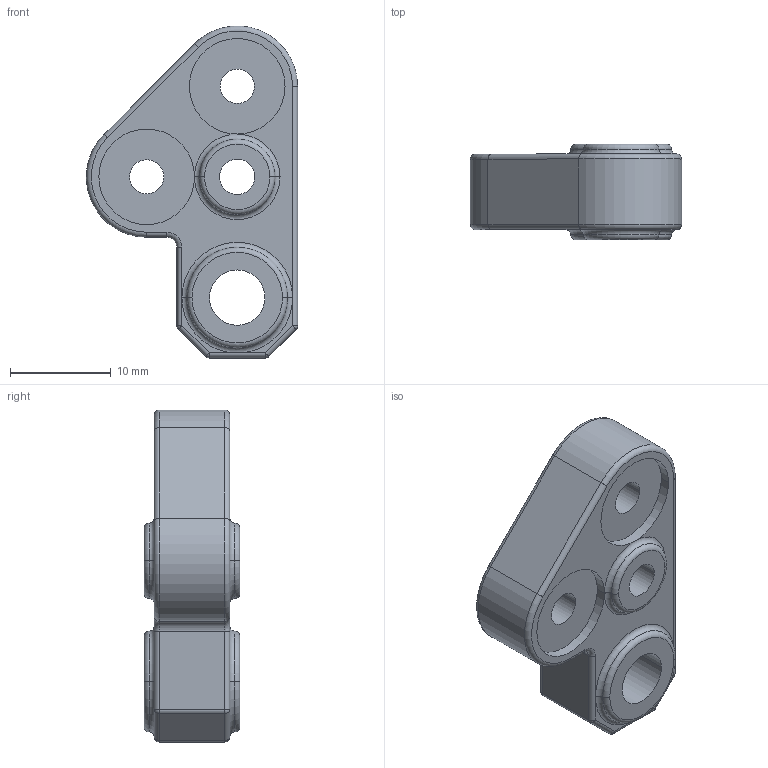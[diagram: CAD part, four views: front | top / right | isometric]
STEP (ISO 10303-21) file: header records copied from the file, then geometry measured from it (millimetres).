
FILE_DESCRIPTION((''),'2;1');
FILE_NAME('PMR156','2017-05-24T',('kjell_andersson'),(''),'CREO PARAMETRIC BY PTC INC, 2015290','CREO PARAMETRIC BY PTC INC, 2015290','');
FILE_SCHEMA(('AUTOMOTIVE_DESIGN { 1 0 10303 214 1 1 1 1 }'));
Length unit declared in the file: millimetre
Products named in the file (1): PMR156
Bounding box: 20.99 x 9.5 x 32.99 mm (x, y, z)
Volume: 3142.2 mm3; surface area: 2070 mm2
Topology: 1 solids, 1 shells, 88 faces, 190 edges, 106 vertices
Faces by surface type: cylinder 37, torus 22, plane 21, sphere 8
Entity records: 3519 total; most frequent: DIRECTION 492, CARTESIAN_POINT 386, ORIENTED_EDGE 380, AXIS2_PLACEMENT_3D 214, COLOUR_RGB 202, PRESENTATION_STYLE_ASSIGNMENT 191, STYLED_ITEM 191, CURVE_STYLE 190
